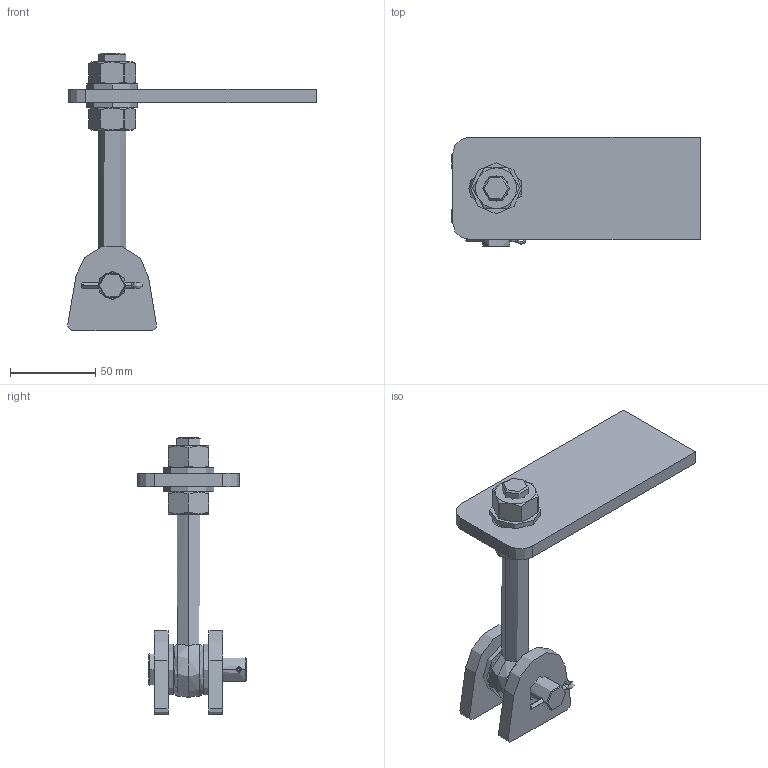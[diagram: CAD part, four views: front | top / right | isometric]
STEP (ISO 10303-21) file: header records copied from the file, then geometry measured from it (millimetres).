
FILE_DESCRIPTION (( 'STEP AP203' ), '1' );
FILE_NAME ('122-M16.step', '2021-07-15T12:29:56', ( '' ), ( '' ), 'SwSTEP 2.0', 'SolidWorks 2018', '' );
FILE_SCHEMA (( 'CONFIG_CONTROL_DESIGN' ));
Length unit declared in the file: millimetre
Products named in the file (21): 121-Mxx Teil6_122-M16 Teil6; Torband Teil3; Torband Teil1; Torband Teil4_122-M16 Teil4; Torband Teil4; Splint DIN94 - ISO 1234 Konfig; DIN 934 M4-M20; 122-M16; 121-Mxx Teil6; DIN 934 M4-M20_DIN 934 M16; Splint DIN94 - ISO 1234 Konfig_DIN 94 3,2x30; Torband Teil2_122-M16 Teil2; Torband Teil1_122-M16 Teil1; Torband Teil3_122-M16 Teil3; Torband Teil2
Assembly tree (14 placements, depth 2):
  Torband Teil3
  Torband Teil1
  Torband Teil4
  Splint DIN94 - ISO 1234 Konfig
  122-M16
    DIN 934 M4-M20
    DIN 934 M4-M20
Bounding box: 145.46 x 64.1 x 162.5 mm (x, y, z)
Volume: 155967.1 mm3; surface area: 55379.3 mm2
Topology: 12 solids, 12 shells, 404 faces, 1033 edges, 676 vertices
Faces by surface type: plane 176, bspline 93, cylinder 85, cone 41, torus 9
Entity records: 17125 total; most frequent: CARTESIAN_POINT 7318, ORIENTED_EDGE 1790, DIRECTION 1356, EDGE_CURVE 895, VERTEX_POINT 584, AXIS2_PLACEMENT_3D 477, LINE 402, VECTOR 402
